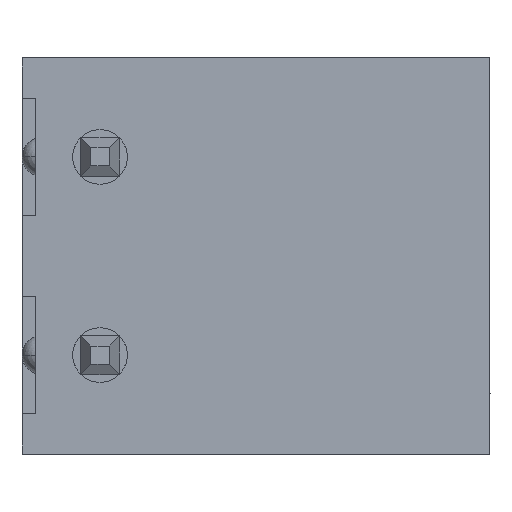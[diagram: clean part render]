
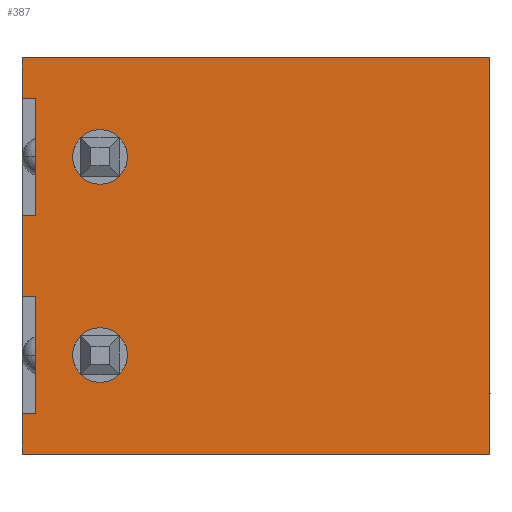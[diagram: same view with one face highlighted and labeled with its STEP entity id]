
A CAD part, front view. The second image highlights one B-rep face of the part: STEP entity #387.
In plain terms, the highlighted planar face has unit normal (0, -1, 0).
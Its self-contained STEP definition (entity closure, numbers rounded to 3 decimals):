
#387=ADVANCED_FACE('',(#834,#835,#836),#837,.T.);
#834=FACE_OUTER_BOUND('',#1348,.T.);
#835=FACE_BOUND('',#1349,.T.);
#836=FACE_BOUND('',#1350,.T.);
#837=PLANE('',#1351);
#1348=EDGE_LOOP('',(#2404,#2405,#2406,#2407,#2408,#2409,#2410,#2411,#2412,#2413,#2414,#2415));
#1349=EDGE_LOOP('',(#2416,#2417));
#1350=EDGE_LOOP('',(#2418,#2419));
#1351=AXIS2_PLACEMENT_3D('',#2420,#2421,#2422);
#2404=ORIENTED_EDGE('',*,*,#3416,.T.);
#2405=ORIENTED_EDGE('',*,*,#3417,.F.);
#2406=ORIENTED_EDGE('',*,*,#3410,.F.);
#2407=ORIENTED_EDGE('',*,*,#3418,.F.);
#2408=ORIENTED_EDGE('',*,*,#3419,.T.);
#2409=ORIENTED_EDGE('',*,*,#3388,.F.);
#2410=ORIENTED_EDGE('',*,*,#3414,.T.);
#2411=ORIENTED_EDGE('',*,*,#3420,.T.);
#2412=ORIENTED_EDGE('',*,*,#3421,.T.);
#2413=ORIENTED_EDGE('',*,*,#3288,.F.);
#2414=ORIENTED_EDGE('',*,*,#3412,.T.);
#2415=ORIENTED_EDGE('',*,*,#3185,.T.);
#2416=ORIENTED_EDGE('',*,*,#3422,.F.);
#2417=ORIENTED_EDGE('',*,*,#3062,.F.);
#2418=ORIENTED_EDGE('',*,*,#3071,.F.);
#2419=ORIENTED_EDGE('',*,*,#3351,.F.);
#2420=CARTESIAN_POINT('',(1.5,0.0,-2.62));
#2421=DIRECTION('',(0.0,-1.0,0.0));
#2422=DIRECTION('',(0.0,0.0,-1.0));
#3062=EDGE_CURVE('',#3658,#3661,#3662,.T.);
#3071=EDGE_CURVE('',#3675,#3678,#3679,.T.);
#3185=EDGE_CURVE('',#3865,#3863,#3866,.T.);
#3288=EDGE_CURVE('',#4013,#4015,#4016,.T.);
#3351=EDGE_CURVE('',#3678,#3675,#4111,.T.);
#3388=EDGE_CURVE('',#4155,#4157,#4158,.T.);
#3410=EDGE_CURVE('',#4184,#4186,#4187,.T.);
#3412=EDGE_CURVE('',#4013,#3865,#4189,.T.);
#3414=EDGE_CURVE('',#4155,#4190,#4192,.T.);
#3416=EDGE_CURVE('',#3863,#4194,#4195,.T.);
#3417=EDGE_CURVE('',#4186,#4194,#4196,.T.);
#3418=EDGE_CURVE('',#4197,#4184,#4198,.T.);
#3419=EDGE_CURVE('',#4197,#4157,#4199,.T.);
#3420=EDGE_CURVE('',#4190,#4200,#4201,.T.);
#3421=EDGE_CURVE('',#4200,#4015,#4202,.T.);
#3422=EDGE_CURVE('',#3661,#3658,#4203,.T.);
#3658=VERTEX_POINT('',#4519);
#3661=VERTEX_POINT('',#4523);
#3662=CIRCLE('',#4524,0.7);
#3675=VERTEX_POINT('',#4538);
#3678=VERTEX_POINT('',#4542);
#3679=CIRCLE('',#4543,0.7);
#3863=VERTEX_POINT('',#4789);
#3865=VERTEX_POINT('',#4792);
#3866=LINE('',#4793,#4794);
#4013=VERTEX_POINT('',#5016);
#4015=VERTEX_POINT('',#5019);
#4016=LINE('',#5020,#5021);
#4111=CIRCLE('',#5159,0.7);
#4155=VERTEX_POINT('',#5221);
#4157=VERTEX_POINT('',#5224);
#4158=LINE('',#5225,#5226);
#4184=VERTEX_POINT('',#5264);
#4186=VERTEX_POINT('',#5267);
#4187=LINE('',#5268,#5269);
#4189=LINE('',#5272,#5273);
#4190=VERTEX_POINT('',#5274);
#4192=LINE('',#5277,#5278);
#4194=VERTEX_POINT('',#5280);
#4195=LINE('',#5281,#5282);
#4196=LINE('',#5283,#5284);
#4197=VERTEX_POINT('',#5285);
#4198=LINE('',#5286,#5287);
#4199=LINE('',#5288,#5289);
#4200=VERTEX_POINT('',#5290);
#4201=LINE('',#5291,#5292);
#4202=LINE('',#5293,#5294);
#4203=CIRCLE('',#5295,0.7);
#4519=CARTESIAN_POINT('',(2.7,0.0,-2.54));
#4523=CARTESIAN_POINT('',(1.3,0.0,-2.54));
#4524=AXIS2_PLACEMENT_3D('',#5653,#5654,#5655);
#4538=CARTESIAN_POINT('',(2.7,0.0,-7.62));
#4542=CARTESIAN_POINT('',(1.3,0.0,-7.62));
#4543=AXIS2_PLACEMENT_3D('',#5673,#5674,#5675);
#4789=CARTESIAN_POINT('',(0.35,0.0,-1.04));
#4792=CARTESIAN_POINT('',(0.0,0.0,-1.04));
#4793=CARTESIAN_POINT('',(-36.627,0.0,-1.04));
#4794=VECTOR('',#5817,1.0);
#5016=CARTESIAN_POINT('',(0.0,0.0,0.0));
#5019=CARTESIAN_POINT('',(12.0,0.0,0.0));
#5020=CARTESIAN_POINT('',(-36.627,0.0,0.0));
#5021=VECTOR('',#5912,1.0);
#5159=AXIS2_PLACEMENT_3D('',#5974,#5975,#5976);
#5221=CARTESIAN_POINT('',(0.0,0.0,-9.12));
#5224=CARTESIAN_POINT('',(0.35,0.0,-9.12));
#5225=CARTESIAN_POINT('',(-36.627,0.0,-9.12));
#5226=VECTOR('',#5999,1.0);
#5264=CARTESIAN_POINT('',(0.0,0.0,-6.12));
#5267=CARTESIAN_POINT('',(0.0,0.0,-4.04));
#5268=CARTESIAN_POINT('',(0.0,0.0,-2.54));
#5269=VECTOR('',#6013,1.0);
#5272=CARTESIAN_POINT('',(0.0,0.0,-2.54));
#5273=VECTOR('',#6015,1.0);
#5274=CARTESIAN_POINT('',(0.0,0.0,-10.16));
#5277=CARTESIAN_POINT('',(0.0,0.0,-2.62));
#5278=VECTOR('',#6017,1.0);
#5280=CARTESIAN_POINT('',(0.35,0.0,-4.04));
#5281=CARTESIAN_POINT('',(0.35,0.0,-2.54));
#5282=VECTOR('',#6018,1.0);
#5283=CARTESIAN_POINT('',(-36.627,0.0,-4.04));
#5284=VECTOR('',#6019,1.0);
#5285=CARTESIAN_POINT('',(0.35,0.0,-6.12));
#5286=CARTESIAN_POINT('',(-36.627,0.0,-6.12));
#5287=VECTOR('',#6020,1.0);
#5288=CARTESIAN_POINT('',(0.35,0.0,-2.62));
#5289=VECTOR('',#6021,1.0);
#5290=CARTESIAN_POINT('',(12.0,0.0,-10.16));
#5291=CARTESIAN_POINT('',(-36.627,0.0,-10.16));
#5292=VECTOR('',#6022,1.0);
#5293=CARTESIAN_POINT('',(12.0,0.0,-2.62));
#5294=VECTOR('',#6023,1.0);
#5295=AXIS2_PLACEMENT_3D('',#6024,#6025,#6026);
#5653=CARTESIAN_POINT('',(2.,0.0,-2.54));
#5654=DIRECTION('',(0.0,-1.0,0.0));
#5655=DIRECTION('',(1.0,0.0,0.0));
#5673=CARTESIAN_POINT('',(2.,0.0,-7.62));
#5674=DIRECTION('',(0.0,-1.0,0.0));
#5675=DIRECTION('',(1.0,0.0,0.0));
#5817=DIRECTION('',(1.0,0.0,0.0));
#5912=DIRECTION('',(1.0,0.0,0.0));
#5974=CARTESIAN_POINT('',(2.,0.0,-7.62));
#5975=DIRECTION('',(0.0,-1.0,0.0));
#5976=DIRECTION('',(1.0,0.0,0.0));
#5999=DIRECTION('',(1.0,0.0,0.0));
#6013=DIRECTION('',(0.0,0.0,1.0));
#6015=DIRECTION('',(0.0,0.0,-1.0));
#6017=DIRECTION('',(0.0,0.0,-1.0));
#6018=DIRECTION('',(0.0,0.0,-1.0));
#6019=DIRECTION('',(1.0,0.0,0.0));
#6020=DIRECTION('',(-1.0,0.0,0.0));
#6021=DIRECTION('',(0.0,0.0,-1.0));
#6022=DIRECTION('',(1.0,0.0,0.0));
#6023=DIRECTION('',(0.0,0.0,1.0));
#6024=CARTESIAN_POINT('',(2.,0.0,-2.54));
#6025=DIRECTION('',(0.0,-1.0,0.0));
#6026=DIRECTION('',(1.0,0.0,0.0));
